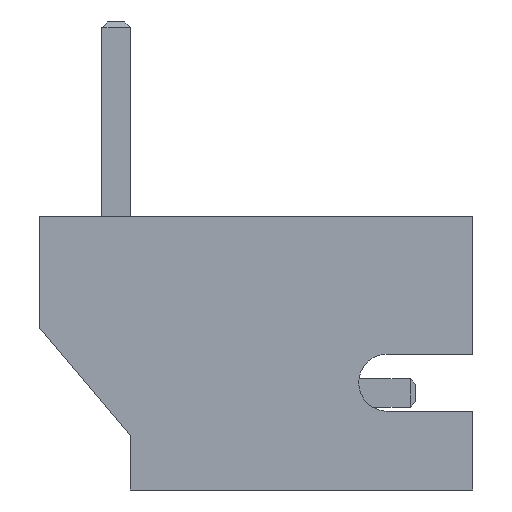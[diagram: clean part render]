
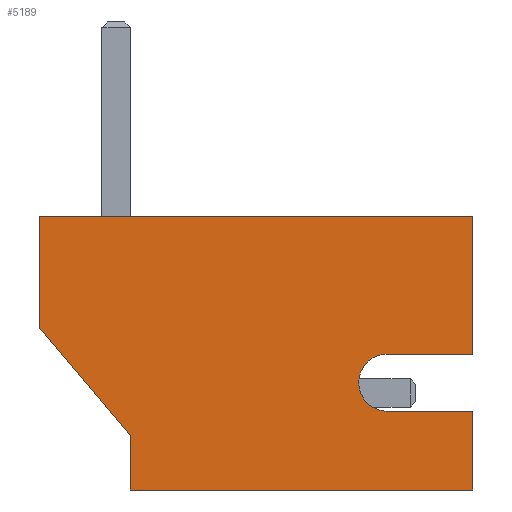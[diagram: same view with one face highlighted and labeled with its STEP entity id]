
A CAD part, left-side view. The second image highlights one B-rep face of the part: STEP entity #5189.
In plain terms, the highlighted planar face has unit normal (-1, 0, 0).
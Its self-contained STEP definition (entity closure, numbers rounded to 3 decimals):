
#510 = DIRECTION ( 'NONE',  ( 0., 0., 1. ) ) ;
#544 = VERTEX_POINT ( 'NONE', #2773 ) ;
#545 = ORIENTED_EDGE ( 'NONE', *, *, #3364, .F. ) ;
#553 = VERTEX_POINT ( 'NONE', #2100 ) ;
#731 = CARTESIAN_POINT ( 'NONE',  ( -1.95, 0., -6.25 ) ) ;
#767 = ORIENTED_EDGE ( 'NONE', *, *, #6935, .T. ) ;
#942 = VERTEX_POINT ( 'NONE', #4309 ) ;
#974 = VECTOR ( 'NONE', #7850, 1000. ) ;
#1113 = CARTESIAN_POINT ( 'NONE',  ( -1.95, 4.8, -0.25 ) ) ;
#1196 = CARTESIAN_POINT ( 'NONE',  ( -1.95, 4.8, -6.25 ) ) ;
#1235 = DIRECTION ( 'NONE',  ( 0., 0., 1. ) ) ;
#1238 = CARTESIAN_POINT ( 'NONE',  ( -1.95, 4.8, -6.25 ) ) ;
#1326 = EDGE_CURVE ( 'NONE', #544, #2843, #5785, .T. ) ;
#1650 = VECTOR ( 'NONE', #2953, 1000. ) ;
#1833 = ORIENTED_EDGE ( 'NONE', *, *, #3331, .T. ) ;
#1952 = EDGE_CURVE ( 'NONE', #4459, #942, #5649, .T. ) ;
#2035 = CARTESIAN_POINT ( 'NONE',  ( -1.95, 2.42, -6.25 ) ) ;
#2076 = EDGE_CURVE ( 'NONE', #5285, #5822, #4501, .T. ) ;
#2100 = CARTESIAN_POINT ( 'NONE',  ( -1.95, 1.95, 1.35 ) ) ;
#2158 = LINE ( 'NONE', #7648, #4913 ) ;
#2183 = CARTESIAN_POINT ( 'NONE',  ( -1.95, 0., -6.25 ) ) ;
#2236 = ORIENTED_EDGE ( 'NONE', *, *, #1952, .F. ) ;
#2456 = DIRECTION ( 'NONE',  ( 0., 1., 0. ) ) ;
#2472 = EDGE_CURVE ( 'NONE', #553, #5285, #2158, .T. ) ;
#2477 = VERTEX_POINT ( 'NONE', #3951 ) ;
#2681 = CARTESIAN_POINT ( 'NONE',  ( -1.95, 3.42, -6.25 ) ) ;
#2773 = CARTESIAN_POINT ( 'NONE',  ( -1.95, 3.42, -4.75 ) ) ;
#2843 = VERTEX_POINT ( 'NONE', #2681 ) ;
#2911 = PLANE ( 'NONE',  #5112 ) ;
#2949 = AXIS2_PLACEMENT_3D ( 'NONE', #5035, #7525, #3849 ) ;
#2953 = DIRECTION ( 'NONE',  ( 0., 1., 0. ) ) ;
#3030 = LINE ( 'NONE', #6665, #7317 ) ;
#3060 = VERTEX_POINT ( 'NONE', #6444 ) ;
#3114 = CARTESIAN_POINT ( 'NONE',  ( -1.95, 4.8, -6.25 ) ) ;
#3331 = EDGE_CURVE ( 'NONE', #2477, #553, #3574, .T. ) ;
#3364 = EDGE_CURVE ( 'NONE', #7696, #4459, #4341, .T. ) ;
#3444 = EDGE_CURVE ( 'NONE', #942, #544, #6351, .T. ) ;
#3574 = LINE ( 'NONE', #4107, #1650 ) ;
#3622 = DIRECTION ( 'NONE',  ( 1., 0., 0. ) ) ;
#3849 = DIRECTION ( 'NONE',  ( 0., 1., 0. ) ) ;
#3951 = CARTESIAN_POINT ( 'NONE',  ( -1.95, 0., 1.35 ) ) ;
#4107 = CARTESIAN_POINT ( 'NONE',  ( -1.95, 0., 1.35 ) ) ;
#4155 = ORIENTED_EDGE ( 'NONE', *, *, #3444, .F. ) ;
#4222 = ORIENTED_EDGE ( 'NONE', *, *, #2076, .T. ) ;
#4287 = EDGE_CURVE ( 'NONE', #3060, #5822, #6077, .T. ) ;
#4309 = CARTESIAN_POINT ( 'NONE',  ( -1.95, 2.42, -4.75 ) ) ;
#4341 = LINE ( 'NONE', #1196, #974 ) ;
#4399 = VECTOR ( 'NONE', #4461, 1000. ) ;
#4439 = CARTESIAN_POINT ( 'NONE',  ( -1.95, 3.42, -6.25 ) ) ;
#4459 = VERTEX_POINT ( 'NONE', #6377 ) ;
#4461 = DIRECTION ( 'NONE',  ( 0., 0., 1. ) ) ;
#4501 = LINE ( 'NONE', #6284, #6421 ) ;
#4738 = ORIENTED_EDGE ( 'NONE', *, *, #4287, .F. ) ;
#4913 = VECTOR ( 'NONE', #6318, 1000. ) ;
#4999 = LINE ( 'NONE', #731, #5038 ) ;
#5035 = CARTESIAN_POINT ( 'NONE',  ( -1.95, 2.92, -4.75 ) ) ;
#5038 = VECTOR ( 'NONE', #510, 1000. ) ;
#5112 = AXIS2_PLACEMENT_3D ( 'NONE', #1238, #3622, #6038 ) ;
#5189 = ADVANCED_FACE ( 'NONE', ( #6475 ), #2911, .F. ) ;
#5285 = VERTEX_POINT ( 'NONE', #6945 ) ;
#5296 = ORIENTED_EDGE ( 'NONE', *, *, #1326, .F. ) ;
#5530 = VECTOR ( 'NONE', #5672, 1000. ) ;
#5649 = LINE ( 'NONE', #2035, #4399 ) ;
#5672 = DIRECTION ( 'NONE',  ( 0., 0., -1. ) ) ;
#5785 = LINE ( 'NONE', #4439, #5530 ) ;
#5822 = VERTEX_POINT ( 'NONE', #1113 ) ;
#6038 = DIRECTION ( 'NONE',  ( 0., -1., 0. ) ) ;
#6077 = LINE ( 'NONE', #3114, #6753 ) ;
#6210 = DIRECTION ( 'NONE',  ( 0., 1., 0. ) ) ;
#6284 = CARTESIAN_POINT ( 'NONE',  ( -1.95, 4.8, -0.25 ) ) ;
#6318 = DIRECTION ( 'NONE',  ( 0., 0.765, -0.644 ) ) ;
#6351 = CIRCLE ( 'NONE', #2949, 0.5 ) ;
#6377 = CARTESIAN_POINT ( 'NONE',  ( -1.95, 2.42, -6.25 ) ) ;
#6421 = VECTOR ( 'NONE', #6210, 1000. ) ;
#6444 = CARTESIAN_POINT ( 'NONE',  ( -1.95, 4.8, -6.25 ) ) ;
#6449 = EDGE_CURVE ( 'NONE', #2843, #3060, #3030, .T. ) ;
#6475 = FACE_OUTER_BOUND ( 'NONE', #7671, .T. ) ;
#6582 = ORIENTED_EDGE ( 'NONE', *, *, #6449, .F. ) ;
#6665 = CARTESIAN_POINT ( 'NONE',  ( -1.95, 4.8, -6.25 ) ) ;
#6720 = ORIENTED_EDGE ( 'NONE', *, *, #2472, .T. ) ;
#6753 = VECTOR ( 'NONE', #1235, 1000. ) ;
#6935 = EDGE_CURVE ( 'NONE', #7696, #2477, #4999, .T. ) ;
#6945 = CARTESIAN_POINT ( 'NONE',  ( -1.95, 3.85, -0.25 ) ) ;
#7317 = VECTOR ( 'NONE', #2456, 1000. ) ;
#7525 = DIRECTION ( 'NONE',  ( -1., 0., 0. ) ) ;
#7648 = CARTESIAN_POINT ( 'NONE',  ( -1.95, 3.85, -0.25 ) ) ;
#7671 = EDGE_LOOP ( 'NONE', ( #6582, #5296, #4155, #2236, #545, #767, #1833, #6720, #4222, #4738 ) ) ;
#7696 = VERTEX_POINT ( 'NONE', #2183 ) ;
#7850 = DIRECTION ( 'NONE',  ( 0., 1., 0. ) ) ;
